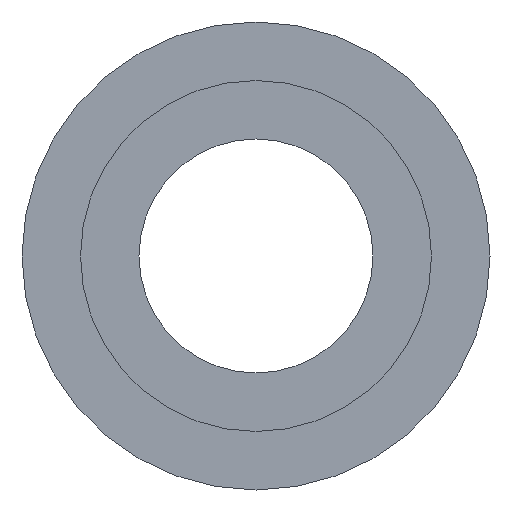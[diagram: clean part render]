
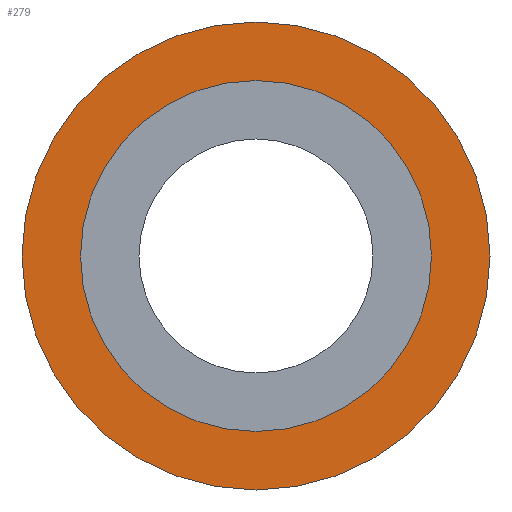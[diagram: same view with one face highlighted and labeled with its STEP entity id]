
A CAD part, front view. The second image highlights one B-rep face of the part: STEP entity #279.
In plain terms, the highlighted planar face has unit normal (0, -1, 0).
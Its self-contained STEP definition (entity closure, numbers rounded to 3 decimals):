
#1 = VERTEX_POINT ( 'NONE', #7 ) ;
#3 = VERTEX_POINT ( 'NONE', #283 ) ;
#4 = AXIS2_PLACEMENT_3D ( 'NONE', #127, #240, #30 ) ;
#6 = DIRECTION ( 'NONE',  ( 0., -1., 0. ) ) ;
#7 = CARTESIAN_POINT ( 'NONE',  ( 0., 1.5, -2. ) ) ;
#8 = AXIS2_PLACEMENT_3D ( 'NONE', #71, #38, #251 ) ;
#15 = PLANE ( 'NONE',  #188 ) ;
#22 = EDGE_LOOP ( 'NONE', ( #153, #146 ) ) ;
#26 = VERTEX_POINT ( 'NONE', #85 ) ;
#30 = DIRECTION ( 'NONE',  ( 0., 0., -1. ) ) ;
#38 = DIRECTION ( 'NONE',  ( 0., -1., 0. ) ) ;
#39 = FACE_OUTER_BOUND ( 'NONE', #97, .T. ) ;
#50 = EDGE_CURVE ( 'NONE', #26, #3, #62, .T. ) ;
#62 = CIRCLE ( 'NONE', #263, 1.5 ) ;
#71 = CARTESIAN_POINT ( 'NONE',  ( 0., 1.5, 0. ) ) ;
#75 = EDGE_CURVE ( 'NONE', #1, #78, #161, .T. ) ;
#78 = VERTEX_POINT ( 'NONE', #118 ) ;
#80 = DIRECTION ( 'NONE',  ( 0., 0., -1. ) ) ;
#85 = CARTESIAN_POINT ( 'NONE',  ( 0., 1.5, 1.5 ) ) ;
#86 = CIRCLE ( 'NONE', #8, 2. ) ;
#88 = CARTESIAN_POINT ( 'NONE',  ( 0., 1.5, 0. ) ) ;
#97 = EDGE_LOOP ( 'NONE', ( #223, #100 ) ) ;
#100 = ORIENTED_EDGE ( 'NONE', *, *, #108, .T. ) ;
#107 = DIRECTION ( 'NONE',  ( 0., 0., -1. ) ) ;
#108 = EDGE_CURVE ( 'NONE', #78, #1, #86, .T. ) ;
#112 = CIRCLE ( 'NONE', #4, 1.5 ) ;
#114 = CARTESIAN_POINT ( 'NONE',  ( 1., 1.5, 0. ) ) ;
#118 = CARTESIAN_POINT ( 'NONE',  ( 0., 1.5, 2. ) ) ;
#127 = CARTESIAN_POINT ( 'NONE',  ( 0., 1.5, 0. ) ) ;
#131 = CARTESIAN_POINT ( 'NONE',  ( 0., 1.5, 0. ) ) ;
#138 = FACE_BOUND ( 'NONE', #22, .T. ) ;
#143 = DIRECTION ( 'NONE',  ( 0., -1., 0. ) ) ;
#146 = ORIENTED_EDGE ( 'NONE', *, *, #50, .F. ) ;
#153 = ORIENTED_EDGE ( 'NONE', *, *, #201, .F. ) ;
#161 = CIRCLE ( 'NONE', #230, 2. ) ;
#188 = AXIS2_PLACEMENT_3D ( 'NONE', #114, #293, #80 ) ;
#201 = EDGE_CURVE ( 'NONE', #3, #26, #112, .T. ) ;
#223 = ORIENTED_EDGE ( 'NONE', *, *, #75, .T. ) ;
#229 = DIRECTION ( 'NONE',  ( 0., 0., -1. ) ) ;
#230 = AXIS2_PLACEMENT_3D ( 'NONE', #88, #143, #229 ) ;
#240 = DIRECTION ( 'NONE',  ( 0., -1., 0. ) ) ;
#251 = DIRECTION ( 'NONE',  ( 0., 0., -1. ) ) ;
#263 = AXIS2_PLACEMENT_3D ( 'NONE', #131, #6, #107 ) ;
#279 = ADVANCED_FACE ( 'NONE', ( #39, #138 ), #15, .T. ) ;
#283 = CARTESIAN_POINT ( 'NONE',  ( 0., 1.5, -1.5 ) ) ;
#293 = DIRECTION ( 'NONE',  ( 0., -1., 0. ) ) ;
